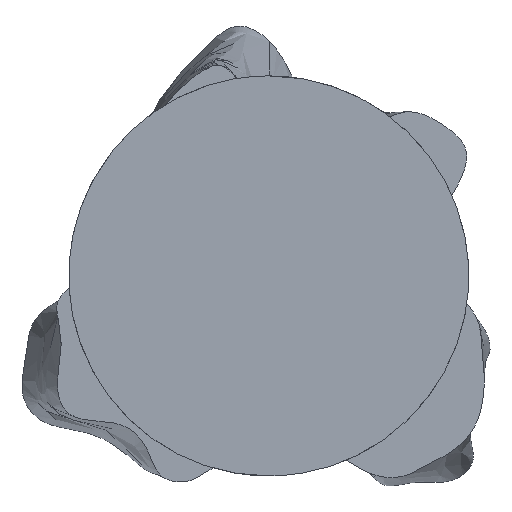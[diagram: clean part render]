
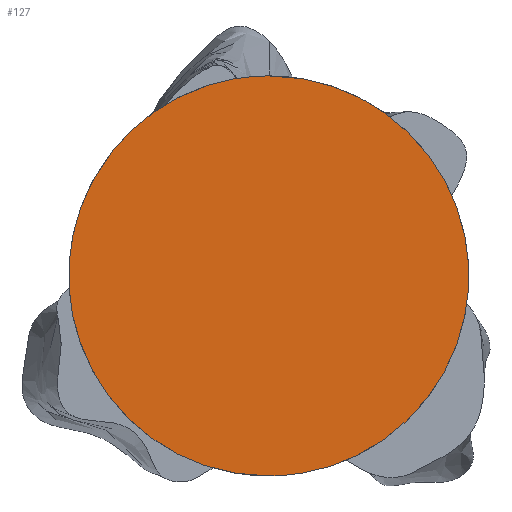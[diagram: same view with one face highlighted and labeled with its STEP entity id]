
A CAD part, top view. The second image highlights one B-rep face of the part: STEP entity #127.
In plain terms, the highlighted planar face has unit normal (0, 0, 1).
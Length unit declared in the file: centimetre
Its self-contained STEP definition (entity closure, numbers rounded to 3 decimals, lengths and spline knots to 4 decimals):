
#64=(
BOUNDED_CURVE()
B_SPLINE_CURVE(2,(#1495,#1496,#1497,#1498,#1499),.UNSPECIFIED.,.F.,.F.)
B_SPLINE_CURVE_WITH_KNOTS((3,2,3),(3.1416,4.7124,6.2832),
.UNSPECIFIED.)
CURVE()
GEOMETRIC_REPRESENTATION_ITEM()
RATIONAL_B_SPLINE_CURVE((1.,0.707,1.,0.707,1.))
REPRESENTATION_ITEM($)
);
#71=(
BOUNDED_CURVE()
B_SPLINE_CURVE(2,(#1520,#1521,#1522,#1523,#1524),.UNSPECIFIED.,.F.,.F.)
B_SPLINE_CURVE_WITH_KNOTS((3,2,3),(0.,1.5708,3.1416),
.UNSPECIFIED.)
CURVE()
GEOMETRIC_REPRESENTATION_ITEM()
RATIONAL_B_SPLINE_CURVE((1.,0.707,1.,0.707,1.))
REPRESENTATION_ITEM($)
);
#127=ADVANCED_FACE($,(#166),#494,.T.);
#166=FACE_OUTER_BOUND($,#205,.T.);
#205=EDGE_LOOP($,(#291,#292));
#291=ORIENTED_EDGE($,*,*,#400,.F.);
#292=ORIENTED_EDGE($,*,*,#407,.F.);
#400=EDGE_CURVE($,#462,#463,#64,.T.);
#407=EDGE_CURVE($,#463,#462,#71,.T.);
#462=VERTEX_POINT($,#1679);
#463=VERTEX_POINT($,#1680);
#494=PLANE($,#604);
#604=AXIS2_PLACEMENT_3D($,#1592,#617,$);
#617=DIRECTION($,(0.,0.,1.));
#1495=CARTESIAN_POINT($,(0.,55.,0.));
#1496=CARTESIAN_POINT($,(55.,55.,0.));
#1497=CARTESIAN_POINT($,(55.,0.,0.));
#1498=CARTESIAN_POINT($,(55.,-55.,0.));
#1499=CARTESIAN_POINT($,(0.,-55.,0.));
#1520=CARTESIAN_POINT($,(0.,-55.,0.));
#1521=CARTESIAN_POINT($,(-55.,-55.,0.));
#1522=CARTESIAN_POINT($,(-55.,0.,0.));
#1523=CARTESIAN_POINT($,(-55.,55.,0.));
#1524=CARTESIAN_POINT($,(0.,55.,0.));
#1592=CARTESIAN_POINT($,(56.1,56.1,0.));
#1679=CARTESIAN_POINT($,(0.,55.,0.));
#1680=CARTESIAN_POINT($,(0.,-55.,0.));
